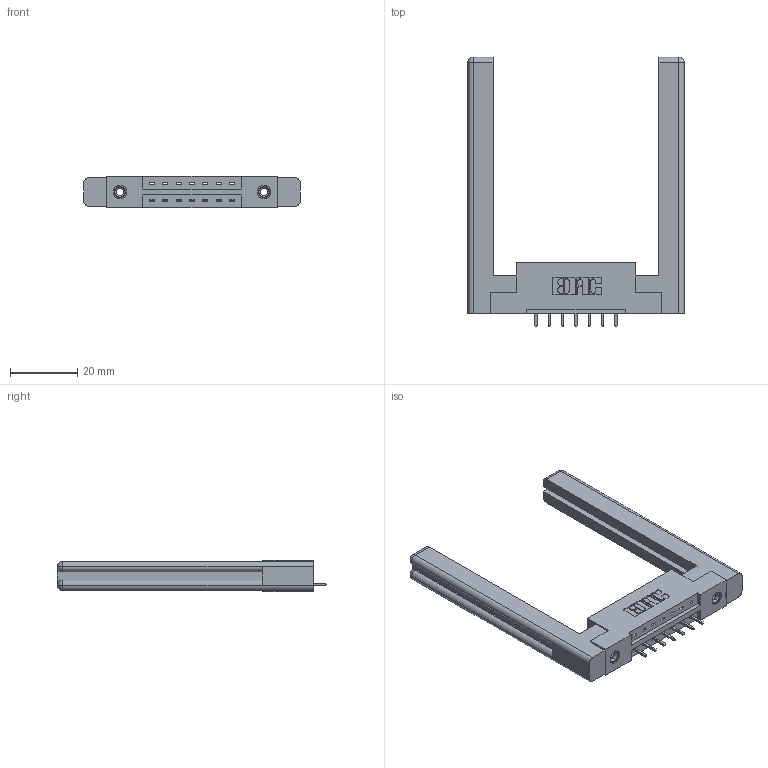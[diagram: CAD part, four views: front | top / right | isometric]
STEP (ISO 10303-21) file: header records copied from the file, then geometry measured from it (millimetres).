
FILE_DESCRIPTION (( 'STEP AP203' ), '1' );
FILE_NAME ('337-007-521-158.STEP', '2019-09-27T17:42:32', ( '' ), ( '' ), 'SwSTEP 2.0', 'SolidWorks 2016', '' );
FILE_SCHEMA (( 'CONFIG_CONTROL_DESIGN' ));
Length unit declared in the file: inch
Products named in the file (5): 345-250-001_345-250-001-102; 345-292-001_345-293-121; 307-220-058; 337 Part_Flush Mounting Lugs - 0.156 Dia-TI; 337-007-521-158
Assembly tree (12 placements, depth 2):
  337-007-521-158
    337 Part_Flush Mounting Lugs - 0.156 Dia-TI
    345-292-001_345-293-121  x7
    345-250-001_345-250-001-102  x2
    307-220-058  x2
Bounding box: 64.36 x 80.14 x 9.4 mm (x, y, z)
Volume: 13393.8 mm3; surface area: 11373.8 mm2
Topology: 12 solids, 12 shells, 690 faces, 1981 edges, 1298 vertices
Faces by surface type: plane 476, cylinder 190, cone 12, torus 12
Entity records: 12382 total; most frequent: CARTESIAN_POINT 2154, ORIENTED_EDGE 2036, DIRECTION 1904, EDGE_CURVE 1018, LINE 842, VECTOR 842, VERTEX_POINT 670, AXIS2_PLACEMENT_3D 531
